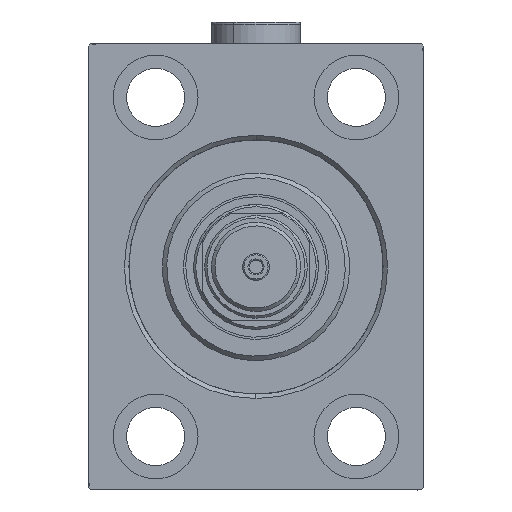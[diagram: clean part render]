
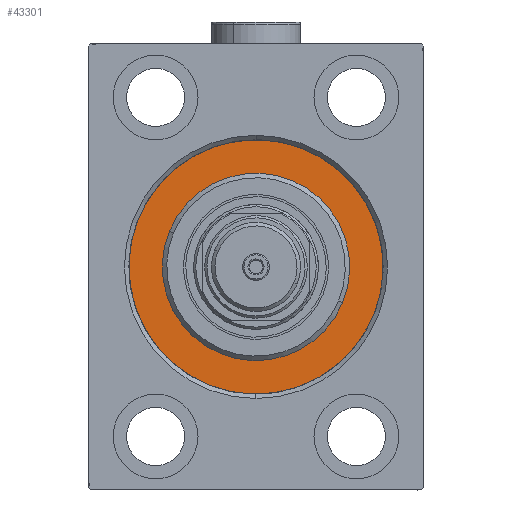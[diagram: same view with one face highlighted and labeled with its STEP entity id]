
A CAD part, left-side view. The second image highlights one B-rep face of the part: STEP entity #43301.
In plain terms, the highlighted face is planar.
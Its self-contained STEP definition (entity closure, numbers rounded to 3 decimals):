
#1455 = CARTESIAN_POINT ( 'NONE',  ( 0., 0., 21. ) ) ;
#2235 = DIRECTION ( 'NONE',  ( -1., 0., 0. ) ) ;
#4450 = AXIS2_PLACEMENT_3D ( 'NONE', #10650, #37793, #33222 ) ;
#6537 = FACE_BOUND ( 'NONE', #34599, .T. ) ;
#9989 = AXIS2_PLACEMENT_3D ( 'NONE', #29257, #18201, #33188 ) ;
#10650 = CARTESIAN_POINT ( 'NONE',  ( 0., 0., 0. ) ) ;
#12201 = DIRECTION ( 'NONE',  ( 1., 0., 0. ) ) ;
#13026 = CARTESIAN_POINT ( 'NONE',  ( 0., 0., 0. ) ) ;
#17084 = CARTESIAN_POINT ( 'NONE',  ( 0., 0., -21. ) ) ;
#18201 = DIRECTION ( 'NONE',  ( -1., 0., 0. ) ) ;
#19522 = ORIENTED_EDGE ( 'NONE', *, *, #37645, .F. ) ;
#21490 = DIRECTION ( 'NONE',  ( -1., 0., 0. ) ) ;
#24939 = EDGE_CURVE ( 'NONE', #37908, #43142, #45606, .T. ) ;
#25875 = EDGE_LOOP ( 'NONE', ( #19522, #44952 ) ) ;
#25906 = CARTESIAN_POINT ( 'NONE',  ( 0., 0., 0. ) ) ;
#27150 = DIRECTION ( 'NONE',  ( 0., 0., -1. ) ) ;
#27577 = AXIS2_PLACEMENT_3D ( 'NONE', #44625, #12201, #27150 ) ;
#29257 = CARTESIAN_POINT ( 'NONE',  ( 0., 0., 0. ) ) ;
#29440 = VERTEX_POINT ( 'NONE', #41228 ) ;
#29836 = PLANE ( 'NONE',  #42758 ) ;
#30070 = CIRCLE ( 'NONE', #38660, 28.5 ) ;
#31188 = DIRECTION ( 'NONE',  ( 0., 0., 1. ) ) ;
#33188 = DIRECTION ( 'NONE',  ( 0., 0., 1. ) ) ;
#33222 = DIRECTION ( 'NONE',  ( 0., 0., -1. ) ) ;
#33509 = CIRCLE ( 'NONE', #9989, 28.5 ) ;
#34599 = EDGE_LOOP ( 'NONE', ( #44148, #43195 ) ) ;
#35001 = CARTESIAN_POINT ( 'NONE',  ( 0., 0., 28.5 ) ) ;
#36095 = VERTEX_POINT ( 'NONE', #35001 ) ;
#36453 = DIRECTION ( 'NONE',  ( 0., 0., 1. ) ) ;
#37182 = FACE_OUTER_BOUND ( 'NONE', #25875, .T. ) ;
#37645 = EDGE_CURVE ( 'NONE', #29440, #36095, #30070, .T. ) ;
#37793 = DIRECTION ( 'NONE',  ( 1., 0., 0. ) ) ;
#37908 = VERTEX_POINT ( 'NONE', #1455 ) ;
#38660 = AXIS2_PLACEMENT_3D ( 'NONE', #13026, #2235, #31188 ) ;
#41228 = CARTESIAN_POINT ( 'NONE',  ( 0., 0., -28.5 ) ) ;
#42758 = AXIS2_PLACEMENT_3D ( 'NONE', #25906, #21490, #36453 ) ;
#43142 = VERTEX_POINT ( 'NONE', #17084 ) ;
#43195 = ORIENTED_EDGE ( 'NONE', *, *, #43724, .F. ) ;
#43301 = ADVANCED_FACE ( 'NONE', ( #6537, #37182 ), #29836, .F. ) ;
#43724 = EDGE_CURVE ( 'NONE', #43142, #37908, #45951, .T. ) ;
#44148 = ORIENTED_EDGE ( 'NONE', *, *, #24939, .F. ) ;
#44625 = CARTESIAN_POINT ( 'NONE',  ( 0., 0., 0. ) ) ;
#44952 = ORIENTED_EDGE ( 'NONE', *, *, #46396, .F. ) ;
#45606 = CIRCLE ( 'NONE', #27577, 21. ) ;
#45951 = CIRCLE ( 'NONE', #4450, 21. ) ;
#46396 = EDGE_CURVE ( 'NONE', #36095, #29440, #33509, .T. ) ;
